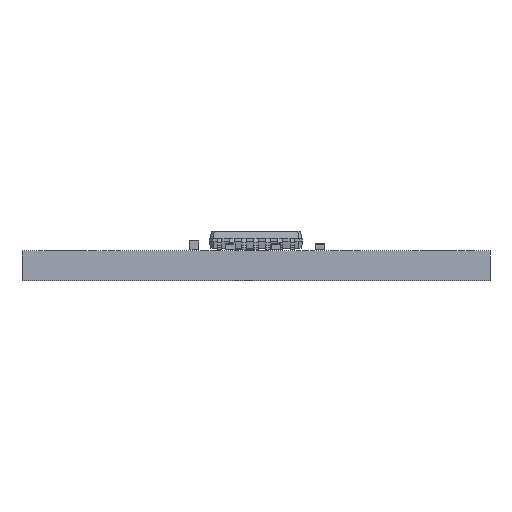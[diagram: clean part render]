
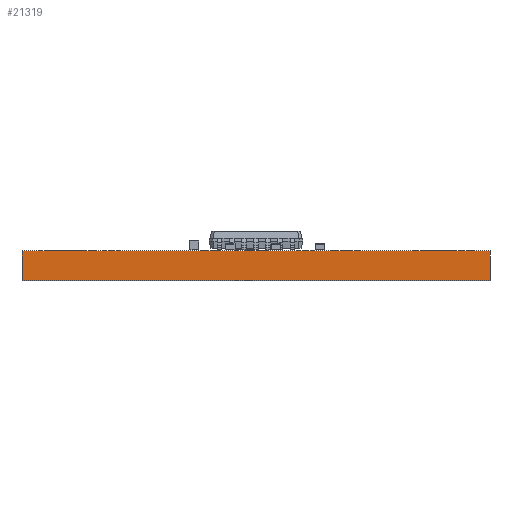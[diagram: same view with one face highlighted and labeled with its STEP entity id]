
A CAD part, front view. The second image highlights one B-rep face of the part: STEP entity #21319.
In plain terms, the highlighted planar face has unit normal (0, -1, 0).
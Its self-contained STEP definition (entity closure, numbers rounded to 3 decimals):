
#21319 = ADVANCED_FACE('',(#21320),#21334,.T.);
#21320 = FACE_BOUND('',#21321,.T.);
#21321 = EDGE_LOOP('',(#21322,#21357,#21385,#21413));
#21322 = ORIENTED_EDGE('',*,*,#21323,.T.);
#21323 = EDGE_CURVE('',#21324,#21326,#21328,.T.);
#21324 = VERTEX_POINT('',#21325);
#21325 = CARTESIAN_POINT('',(12.5,-12.5,0.));
#21326 = VERTEX_POINT('',#21327);
#21327 = CARTESIAN_POINT('',(12.5,-12.5,1.6));
#21328 = SURFACE_CURVE('',#21329,(#21333,#21345),.PCURVE_S1.);
#21329 = LINE('',#21330,#21331);
#21330 = CARTESIAN_POINT('',(12.5,-12.5,0.));
#21331 = VECTOR('',#21332,1.);
#21332 = DIRECTION('',(0.,0.,1.));
#21333 = PCURVE('',#21334,#21339);
#21334 = PLANE('',#21335);
#21335 = AXIS2_PLACEMENT_3D('',#21336,#21337,#21338);
#21336 = CARTESIAN_POINT('',(12.5,-12.5,0.));
#21337 = DIRECTION('',(0.,-1.,0.));
#21338 = DIRECTION('',(-1.,0.,0.));
#21339 = DEFINITIONAL_REPRESENTATION('',(#21340),#21344);
#21340 = LINE('',#21341,#21342);
#21341 = CARTESIAN_POINT('',(0.,-0.));
#21342 = VECTOR('',#21343,1.);
#21343 = DIRECTION('',(0.,-1.));
#21344 = ( GEOMETRIC_REPRESENTATION_CONTEXT(2) 
PARAMETRIC_REPRESENTATION_CONTEXT() REPRESENTATION_CONTEXT('2D SPACE',''
  ) );
#21345 = PCURVE('',#21346,#21351);
#21346 = PLANE('',#21347);
#21347 = AXIS2_PLACEMENT_3D('',#21348,#21349,#21350);
#21348 = CARTESIAN_POINT('',(12.5,12.5,0.));
#21349 = DIRECTION('',(1.,0.,-0.));
#21350 = DIRECTION('',(0.,-1.,0.));
#21351 = DEFINITIONAL_REPRESENTATION('',(#21352),#21356);
#21352 = LINE('',#21353,#21354);
#21353 = CARTESIAN_POINT('',(25.,0.));
#21354 = VECTOR('',#21355,1.);
#21355 = DIRECTION('',(0.,-1.));
#21356 = ( GEOMETRIC_REPRESENTATION_CONTEXT(2) 
PARAMETRIC_REPRESENTATION_CONTEXT() REPRESENTATION_CONTEXT('2D SPACE',''
  ) );
#21357 = ORIENTED_EDGE('',*,*,#21358,.T.);
#21358 = EDGE_CURVE('',#21326,#21359,#21361,.T.);
#21359 = VERTEX_POINT('',#21360);
#21360 = CARTESIAN_POINT('',(-12.5,-12.5,1.6));
#21361 = SURFACE_CURVE('',#21362,(#21366,#21373),.PCURVE_S1.);
#21362 = LINE('',#21363,#21364);
#21363 = CARTESIAN_POINT('',(12.5,-12.5,1.6));
#21364 = VECTOR('',#21365,1.);
#21365 = DIRECTION('',(-1.,0.,0.));
#21366 = PCURVE('',#21334,#21367);
#21367 = DEFINITIONAL_REPRESENTATION('',(#21368),#21372);
#21368 = LINE('',#21369,#21370);
#21369 = CARTESIAN_POINT('',(0.,-1.6));
#21370 = VECTOR('',#21371,1.);
#21371 = DIRECTION('',(1.,0.));
#21372 = ( GEOMETRIC_REPRESENTATION_CONTEXT(2) 
PARAMETRIC_REPRESENTATION_CONTEXT() REPRESENTATION_CONTEXT('2D SPACE',''
  ) );
#21373 = PCURVE('',#21374,#21379);
#21374 = PLANE('',#21375);
#21375 = AXIS2_PLACEMENT_3D('',#21376,#21377,#21378);
#21376 = CARTESIAN_POINT('',(0.,0.,1.6));
#21377 = DIRECTION('',(-0.,-0.,-1.));
#21378 = DIRECTION('',(-1.,0.,0.));
#21379 = DEFINITIONAL_REPRESENTATION('',(#21380),#21384);
#21380 = LINE('',#21381,#21382);
#21381 = CARTESIAN_POINT('',(-12.5,-12.5));
#21382 = VECTOR('',#21383,1.);
#21383 = DIRECTION('',(1.,0.));
#21384 = ( GEOMETRIC_REPRESENTATION_CONTEXT(2) 
PARAMETRIC_REPRESENTATION_CONTEXT() REPRESENTATION_CONTEXT('2D SPACE',''
  ) );
#21385 = ORIENTED_EDGE('',*,*,#21386,.F.);
#21386 = EDGE_CURVE('',#21387,#21359,#21389,.T.);
#21387 = VERTEX_POINT('',#21388);
#21388 = CARTESIAN_POINT('',(-12.5,-12.5,0.));
#21389 = SURFACE_CURVE('',#21390,(#21394,#21401),.PCURVE_S1.);
#21390 = LINE('',#21391,#21392);
#21391 = CARTESIAN_POINT('',(-12.5,-12.5,0.));
#21392 = VECTOR('',#21393,1.);
#21393 = DIRECTION('',(0.,0.,1.));
#21394 = PCURVE('',#21334,#21395);
#21395 = DEFINITIONAL_REPRESENTATION('',(#21396),#21400);
#21396 = LINE('',#21397,#21398);
#21397 = CARTESIAN_POINT('',(25.,0.));
#21398 = VECTOR('',#21399,1.);
#21399 = DIRECTION('',(0.,-1.));
#21400 = ( GEOMETRIC_REPRESENTATION_CONTEXT(2) 
PARAMETRIC_REPRESENTATION_CONTEXT() REPRESENTATION_CONTEXT('2D SPACE',''
  ) );
#21401 = PCURVE('',#21402,#21407);
#21402 = PLANE('',#21403);
#21403 = AXIS2_PLACEMENT_3D('',#21404,#21405,#21406);
#21404 = CARTESIAN_POINT('',(-12.5,-12.5,0.));
#21405 = DIRECTION('',(-1.,0.,0.));
#21406 = DIRECTION('',(0.,1.,0.));
#21407 = DEFINITIONAL_REPRESENTATION('',(#21408),#21412);
#21408 = LINE('',#21409,#21410);
#21409 = CARTESIAN_POINT('',(0.,0.));
#21410 = VECTOR('',#21411,1.);
#21411 = DIRECTION('',(0.,-1.));
#21412 = ( GEOMETRIC_REPRESENTATION_CONTEXT(2) 
PARAMETRIC_REPRESENTATION_CONTEXT() REPRESENTATION_CONTEXT('2D SPACE',''
  ) );
#21413 = ORIENTED_EDGE('',*,*,#21414,.F.);
#21414 = EDGE_CURVE('',#21324,#21387,#21415,.T.);
#21415 = SURFACE_CURVE('',#21416,(#21420,#21427),.PCURVE_S1.);
#21416 = LINE('',#21417,#21418);
#21417 = CARTESIAN_POINT('',(12.5,-12.5,0.));
#21418 = VECTOR('',#21419,1.);
#21419 = DIRECTION('',(-1.,0.,0.));
#21420 = PCURVE('',#21334,#21421);
#21421 = DEFINITIONAL_REPRESENTATION('',(#21422),#21426);
#21422 = LINE('',#21423,#21424);
#21423 = CARTESIAN_POINT('',(0.,-0.));
#21424 = VECTOR('',#21425,1.);
#21425 = DIRECTION('',(1.,0.));
#21426 = ( GEOMETRIC_REPRESENTATION_CONTEXT(2) 
PARAMETRIC_REPRESENTATION_CONTEXT() REPRESENTATION_CONTEXT('2D SPACE',''
  ) );
#21427 = PCURVE('',#21428,#21433);
#21428 = PLANE('',#21429);
#21429 = AXIS2_PLACEMENT_3D('',#21430,#21431,#21432);
#21430 = CARTESIAN_POINT('',(0.,0.,0.));
#21431 = DIRECTION('',(-0.,-0.,-1.));
#21432 = DIRECTION('',(-1.,0.,0.));
#21433 = DEFINITIONAL_REPRESENTATION('',(#21434),#21438);
#21434 = LINE('',#21435,#21436);
#21435 = CARTESIAN_POINT('',(-12.5,-12.5));
#21436 = VECTOR('',#21437,1.);
#21437 = DIRECTION('',(1.,0.));
#21438 = ( GEOMETRIC_REPRESENTATION_CONTEXT(2) 
PARAMETRIC_REPRESENTATION_CONTEXT() REPRESENTATION_CONTEXT('2D SPACE',''
  ) );
